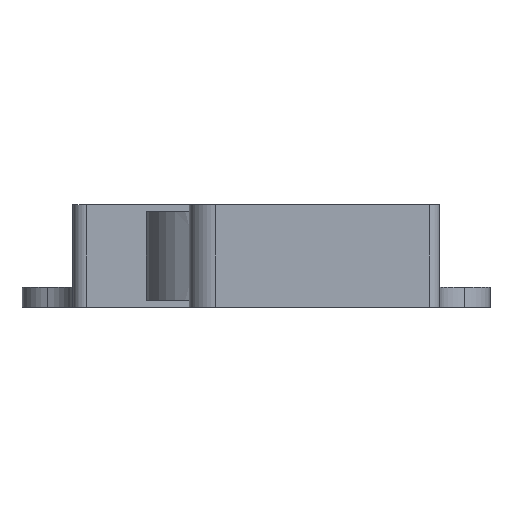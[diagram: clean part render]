
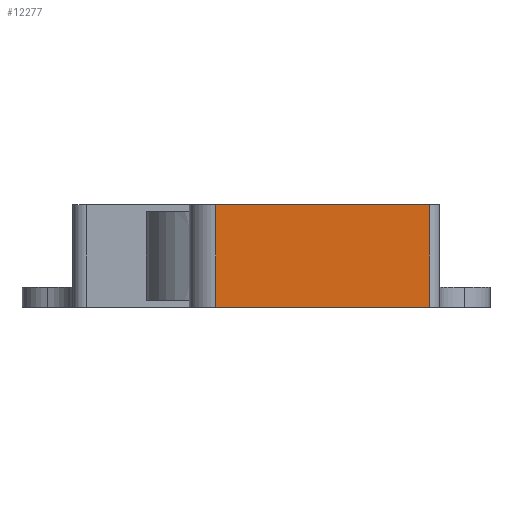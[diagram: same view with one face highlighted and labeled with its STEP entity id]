
A CAD part, front view. The second image highlights one B-rep face of the part: STEP entity #12277.
In plain terms, the highlighted planar face has unit normal (0, -1, 0).
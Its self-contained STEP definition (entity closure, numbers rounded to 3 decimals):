
#2017=DIRECTION('',(1.,0.,0.));
#2018=VECTOR('',#2017,16.);
#2019=CARTESIAN_POINT('',(-3.,-32.3,0.));
#2020=LINE('',#2019,#2018);
#2177=DIRECTION('',(0.,0.,1.));
#2178=VECTOR('',#2177,7.7);
#2179=CARTESIAN_POINT('',(13.,-32.3,0.));
#2180=LINE('',#2179,#2178);
#2185=DIRECTION('',(1.,0.,0.));
#2186=VECTOR('',#2185,16.);
#2187=CARTESIAN_POINT('',(-3.,-32.3,7.7));
#2188=LINE('',#2187,#2186);
#2193=DIRECTION('',(0.,0.,-1.));
#2194=VECTOR('',#2193,7.7);
#2195=CARTESIAN_POINT('',(-3.,-32.3,7.7));
#2196=LINE('',#2195,#2194);
#7820=CARTESIAN_POINT('',(-3.,-32.3,0.));
#7821=VERTEX_POINT('',#7820);
#7822=CARTESIAN_POINT('',(13.,-32.3,0.));
#7823=VERTEX_POINT('',#7822);
#7954=CARTESIAN_POINT('',(13.,-32.3,7.7));
#7955=VERTEX_POINT('',#7954);
#7956=CARTESIAN_POINT('',(-3.,-32.3,7.7));
#7957=VERTEX_POINT('',#7956);
#12265=CARTESIAN_POINT('',(-3.,-32.3,0.));
#12266=DIRECTION('',(0.,-1.,0.));
#12267=DIRECTION('',(1.,0.,0.));
#12268=AXIS2_PLACEMENT_3D('',#12265,#12266,#12267);
#12269=PLANE('',#12268);
#12270=ORIENTED_EDGE('',*,*,#12014,.F.);
#12272=ORIENTED_EDGE('',*,*,#12271,.F.);
#12273=ORIENTED_EDGE('',*,*,#12104,.T.);
#12274=ORIENTED_EDGE('',*,*,#12258,.F.);
#12275=EDGE_LOOP('',(#12270,#12272,#12273,#12274));
#12276=FACE_OUTER_BOUND('',#12275,.F.);
#12014=EDGE_CURVE('',#7821,#7823,#2020,.T.);
#12104=EDGE_CURVE('',#7957,#7955,#2188,.T.);
#12258=EDGE_CURVE('',#7823,#7955,#2180,.T.);
#12271=EDGE_CURVE('',#7957,#7821,#2196,.T.);
#12277=ADVANCED_FACE('',(#12276),#12269,.T.);
